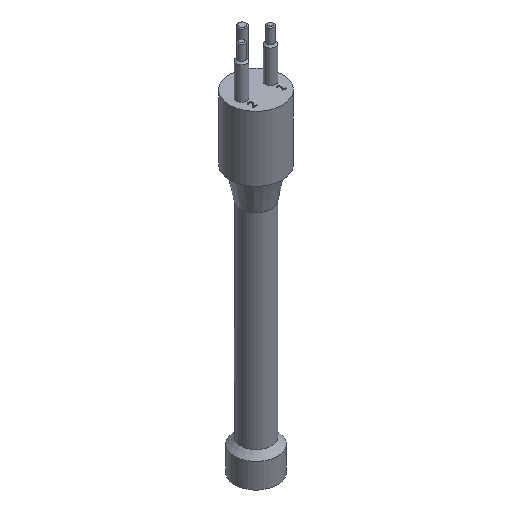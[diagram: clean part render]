
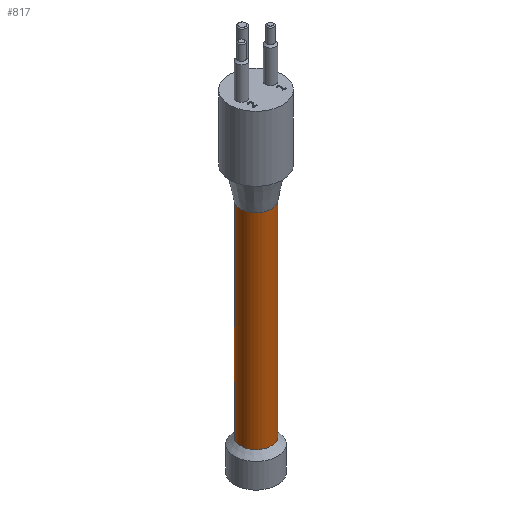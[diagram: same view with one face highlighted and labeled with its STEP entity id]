
A CAD part, isometric view. The second image highlights one B-rep face of the part: STEP entity #817.
In plain terms, the highlighted cylindrical face has radius 4.5 mm (diameter 9 mm), a full revolution.
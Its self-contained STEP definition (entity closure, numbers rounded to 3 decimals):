
#18=CYLINDRICAL_SURFACE($,#875,4.5);
#32=FACE_BOUND($,#190,.T.);
#57=CIRCLE($,#871,4.5);
#59=CIRCLE($,#876,4.5);
#128=FACE_OUTER_BOUND($,#189,.T.);
#189=EDGE_LOOP($,(#695));
#190=EDGE_LOOP($,(#696));
#417=VERTEX_POINT($,#1469);
#419=VERTEX_POINT($,#1476);
#521=EDGE_CURVE($,#417,#417,#57,.T.);
#523=EDGE_CURVE($,#419,#419,#59,.T.);
#695=ORIENTED_EDGE($,*,*,#521,.T.);
#696=ORIENTED_EDGE($,*,*,#523,.F.);
#817=ADVANCED_FACE($,(#128,#32),#18,.T.);
#871=AXIS2_PLACEMENT_3D($,#1470,#1038,#1039);
#875=AXIS2_PLACEMENT_3D($,#1475,#1046,#1047);
#876=AXIS2_PLACEMENT_3D($,#1477,#1048,#1049);
#1038=DIRECTION('center_axis',(0.,0.,1.));
#1039=DIRECTION('ref_axis',(1.,0.,0.));
#1046=DIRECTION('center_axis',(0.,0.,-1.));
#1047=DIRECTION('ref_axis',(1.,0.,0.));
#1048=DIRECTION('center_axis',(0.,0.,1.));
#1049=DIRECTION('ref_axis',(1.,0.,0.));
#1469=CARTESIAN_POINT('',(-4.5,0.,-69.));
#1470=CARTESIAN_POINT('Origin',(0.,0.,-69.));
#1475=CARTESIAN_POINT('Origin',(0.,0.,-9.));
#1476=CARTESIAN_POINT('',(4.5,0.,-9.));
#1477=CARTESIAN_POINT('Origin',(0.,0.,-9.));
